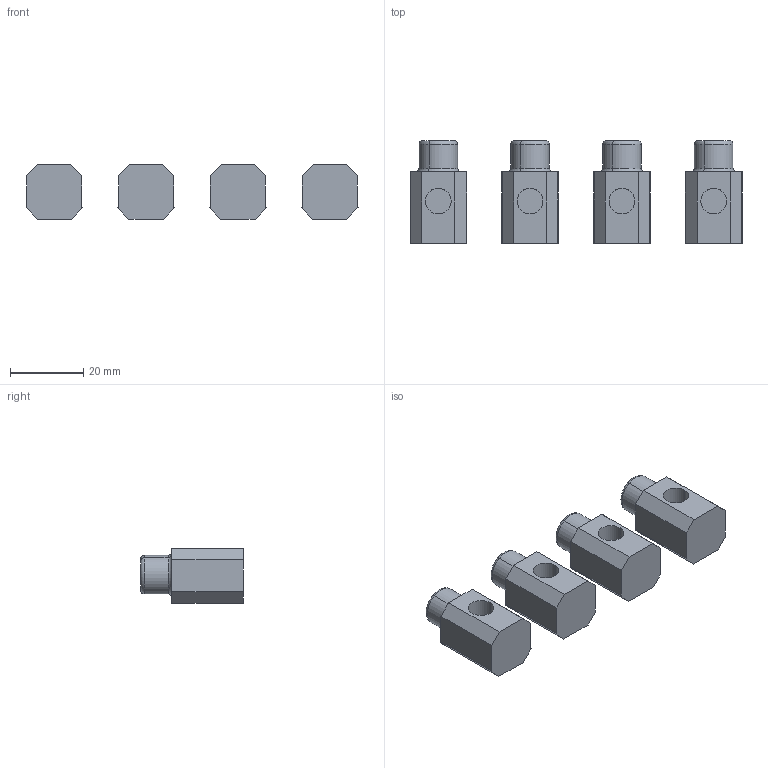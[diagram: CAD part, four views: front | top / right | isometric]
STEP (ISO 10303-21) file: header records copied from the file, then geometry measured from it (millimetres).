
FILE_DESCRIPTION(('CATIA V5 STEP Exchange'),'2;1');
FILE_NAME('1SDH001294R0053_1PA_001_00_A1_4p_FCCuAl_25mmq_sup.stp','2014-12-04T15:41:57+00:00',('none'),('none'),'CATIA Version 5 Release 20 SP 1 (IN-10)','CATIA V5 STEP AP214','none');
FILE_SCHEMA(('AUTOMOTIVE_DESIGN { 1 0 10303 214 1 1 1 1 }'));
Length unit declared in the file: millimetre
Products named in the file (1): 1SDH001294R0053_1PA_001_00_A1_4p_FCCuAl_25mmq_sup
Bounding box: 90.42 x 28 x 14.75 mm (x, y, z)
Volume: 16731 mm3; surface area: 8010.7 mm2
Topology: 4 solids, 4 shells, 88 faces, 200 edges, 128 vertices
Faces by surface type: plane 56, torus 16, cylinder 16
Entity records: 2289 total; most frequent: ORIENTED_EDGE 400, CARTESIAN_POINT 388, DIRECTION 318, EDGE_CURVE 200, VECTOR 136, LINE 136, VERTEX_POINT 128, AXIS2_PLACEMENT_3D 124
